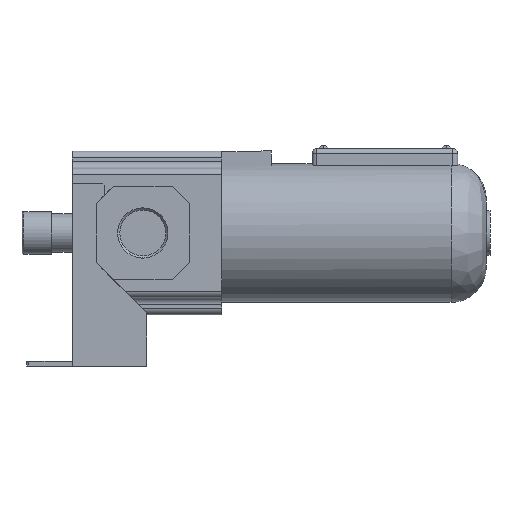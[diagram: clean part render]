
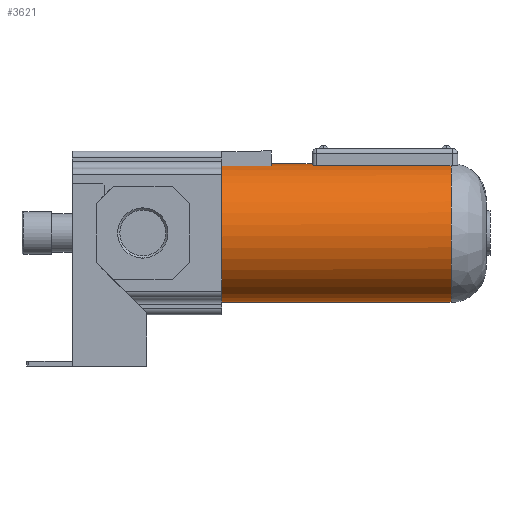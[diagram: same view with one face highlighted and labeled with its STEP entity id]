
A CAD part, left-side view. The second image highlights one B-rep face of the part: STEP entity #3621.
In plain terms, the highlighted cylindrical face has radius 36.5 mm (diameter 73 mm), a partial arc.
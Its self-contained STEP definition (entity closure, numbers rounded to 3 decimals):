
#36 = CARTESIAN_POINT ( 'NONE',  ( -8.742, -90.383, 35.438 ) ) ;
#51 = CARTESIAN_POINT ( 'NONE',  ( 0., -89., 0. ) ) ;
#181 = CARTESIAN_POINT ( 'NONE',  ( 0., -182.5, 0. ) ) ;
#242 = AXIS2_PLACEMENT_3D ( 'NONE', #181, #1788, #1418 ) ;
#252 = LINE ( 'NONE', #4633, #1695 ) ;
#349 = CARTESIAN_POINT ( 'NONE',  ( 0., -162., 0. ) ) ;
#361 = CARTESIAN_POINT ( 'NONE',  ( -8.919, -90.847, 35.394 ) ) ;
#435 = CARTESIAN_POINT ( 'NONE',  ( -6.826, -89.016, 35.856 ) ) ;
#475 = VERTEX_POINT ( 'NONE', #735 ) ;
#478 = CARTESIAN_POINT ( 'NONE',  ( -9.75, -67.5, 35.174 ) ) ;
#596 = FACE_OUTER_BOUND ( 'NONE', #2215, .T. ) ;
#614 = ORIENTED_EDGE ( 'NONE', *, *, #2616, .T. ) ;
#619 = DIRECTION ( 'NONE',  ( 0., 0., 1. ) ) ;
#702 = CARTESIAN_POINT ( 'NONE',  ( 0., -41.5, 0. ) ) ;
#735 = CARTESIAN_POINT ( 'NONE',  ( -9., -162., 35.373 ) ) ;
#768 = VERTEX_POINT ( 'NONE', #1304 ) ;
#773 = ORIENTED_EDGE ( 'NONE', *, *, #3265, .F. ) ;
#801 = CARTESIAN_POINT ( 'NONE',  ( -8.983, -91.169, 35.377 ) ) ;
#881 = CARTESIAN_POINT ( 'NONE',  ( -8.376, -89.839, 35.526 ) ) ;
#924 = DIRECTION ( 'NONE',  ( 0., 0., -1. ) ) ;
#1099 = DIRECTION ( 'NONE',  ( 0., 1., 0. ) ) ;
#1103 = VERTEX_POINT ( 'NONE', #478 ) ;
#1132 = EDGE_CURVE ( 'NONE', #2585, #1103, #4468, .T. ) ;
#1180 = EDGE_CURVE ( 'NONE', #4022, #475, #4833, .T. ) ;
#1188 = ORIENTED_EDGE ( 'NONE', *, *, #2496, .T. ) ;
#1198 = CARTESIAN_POINT ( 'NONE',  ( -6.5, -89., 35.917 ) ) ;
#1234 = VECTOR ( 'NONE', #2524, 1000. ) ;
#1246 = CARTESIAN_POINT ( 'NONE',  ( -9., -182.5, 35.373 ) ) ;
#1253 = CARTESIAN_POINT ( 'NONE',  ( -8.665, -90.239, 35.457 ) ) ;
#1274 = CARTESIAN_POINT ( 'NONE',  ( -9.75, -182.5, 35.174 ) ) ;
#1279 = CARTESIAN_POINT ( 'NONE',  ( -9., -91.333, 35.373 ) ) ;
#1304 = CARTESIAN_POINT ( 'NONE',  ( 0., -67.5, 36.5 ) ) ;
#1317 = DIRECTION ( 'NONE',  ( 0., -1., 0. ) ) ;
#1329 = DIRECTION ( 'NONE',  ( 0., 1., 0. ) ) ;
#1418 = DIRECTION ( 'NONE',  ( 1., 0., 0. ) ) ;
#1474 = CARTESIAN_POINT ( 'NONE',  ( 0., -41.5, -36.5 ) ) ;
#1497 = DIRECTION ( 'NONE',  ( 0., 1., 0. ) ) ;
#1578 = AXIS2_PLACEMENT_3D ( 'NONE', #702, #1497, #3539 ) ;
#1633 = DIRECTION ( 'NONE',  ( 0., -1., 0. ) ) ;
#1673 = CARTESIAN_POINT ( 'NONE',  ( -6.664, -89., 35.887 ) ) ;
#1683 = AXIS2_PLACEMENT_3D ( 'NONE', #3855, #4246, #619 ) ;
#1687 = CIRCLE ( 'NONE', #2430, 36.5 ) ;
#1695 = VECTOR ( 'NONE', #1099, 1000. ) ;
#1788 = DIRECTION ( 'NONE',  ( 0., 1., 0. ) ) ;
#1912 = CIRCLE ( 'NONE', #1578, 36.5 ) ;
#2065 = CARTESIAN_POINT ( 'NONE',  ( -6.5, -89., 35.917 ) ) ;
#2085 = DIRECTION ( 'NONE',  ( 0., -1., 0. ) ) ;
#2136 = CARTESIAN_POINT ( 'NONE',  ( 0., -89., 36.5 ) ) ;
#2215 = EDGE_LOOP ( 'NONE', ( #2549, #2713, #2512, #2248, #773, #4743, #1188, #3591, #614 ) ) ;
#2221 = VERTEX_POINT ( 'NONE', #1198 ) ;
#2248 = ORIENTED_EDGE ( 'NONE', *, *, #4294, .F. ) ;
#2430 = AXIS2_PLACEMENT_3D ( 'NONE', #51, #1317, #924 ) ;
#2431 = CARTESIAN_POINT ( 'NONE',  ( -8.029, -89.496, 35.607 ) ) ;
#2496 = EDGE_CURVE ( 'NONE', #4022, #2221, #2776, .T. ) ;
#2512 = ORIENTED_EDGE ( 'NONE', *, *, #4859, .F. ) ;
#2524 = DIRECTION ( 'NONE',  ( 0., -1., 0. ) ) ;
#2549 = ORIENTED_EDGE ( 'NONE', *, *, #3203, .F. ) ;
#2585 = VERTEX_POINT ( 'NONE', #3172 ) ;
#2616 = EDGE_CURVE ( 'NONE', #3287, #768, #4498, .T. ) ;
#2713 = ORIENTED_EDGE ( 'NONE', *, *, #1132, .F. ) ;
#2776 = B_SPLINE_CURVE_WITH_KNOTS ( 'NONE', 3,
 ( #3996, #1279, #801, #361, #4027, #36, #1253, #4813, #881, #2431, #4867, #4792, #4393, #435, #1673, #2065 ),
 .UNSPECIFIED., .F., .F.,
 ( 4, 2, 2, 2, 2, 2, 2, 4 ),
 ( 0., 0., 0.001, 0.001, 0.002, 0.003, 0.003, 0.004 ),
 .UNSPECIFIED. ) ;
#2810 = VERTEX_POINT ( 'NONE', #3412 ) ;
#3169 = VERTEX_POINT ( 'NONE', #1474 ) ;
#3172 = CARTESIAN_POINT ( 'NONE',  ( -9.75, -41.5, 35.174 ) ) ;
#3183 = CIRCLE ( 'NONE', #1683, 36.5 ) ;
#3203 = EDGE_CURVE ( 'NONE', #1103, #768, #3183, .T. ) ;
#3265 = EDGE_CURVE ( 'NONE', #475, #2810, #4937, .T. ) ;
#3287 = VERTEX_POINT ( 'NONE', #4013 ) ;
#3412 = CARTESIAN_POINT ( 'NONE',  ( 0., -162., -36.5 ) ) ;
#3457 = EDGE_CURVE ( 'NONE', #3287, #2221, #1687, .T. ) ;
#3516 = DIRECTION ( 'NONE',  ( 0., 0., -1. ) ) ;
#3539 = DIRECTION ( 'NONE',  ( 0., 0., 1. ) ) ;
#3567 = VECTOR ( 'NONE', #2085, 1000. ) ;
#3591 = ORIENTED_EDGE ( 'NONE', *, *, #3457, .F. ) ;
#3621 = ADVANCED_FACE ( 'NONE', ( #596 ), #5036, .T. ) ;
#3855 = CARTESIAN_POINT ( 'NONE',  ( 0., -67.5, 0. ) ) ;
#3992 = CARTESIAN_POINT ( 'NONE',  ( -9., -91.5, 35.373 ) ) ;
#3996 = CARTESIAN_POINT ( 'NONE',  ( -9., -91.5, 35.373 ) ) ;
#4013 = CARTESIAN_POINT ( 'NONE',  ( 0., -89., 36.5 ) ) ;
#4022 = VERTEX_POINT ( 'NONE', #3992 ) ;
#4027 = CARTESIAN_POINT ( 'NONE',  ( -8.87, -90.686, 35.406 ) ) ;
#4091 = VECTOR ( 'NONE', #1329, 1000. ) ;
#4246 = DIRECTION ( 'NONE',  ( 0., 1., 0. ) ) ;
#4294 = EDGE_CURVE ( 'NONE', #2810, #3169, #252, .T. ) ;
#4393 = CARTESIAN_POINT ( 'NONE',  ( -7.146, -89.079, 35.794 ) ) ;
#4438 = AXIS2_PLACEMENT_3D ( 'NONE', #349, #1633, #3516 ) ;
#4468 = LINE ( 'NONE', #1274, #3567 ) ;
#4498 = LINE ( 'NONE', #2136, #4091 ) ;
#4633 = CARTESIAN_POINT ( 'NONE',  ( 0., -162., -36.5 ) ) ;
#4743 = ORIENTED_EDGE ( 'NONE', *, *, #1180, .F. ) ;
#4792 = CARTESIAN_POINT ( 'NONE',  ( -7.303, -89.127, 35.762 ) ) ;
#4813 = CARTESIAN_POINT ( 'NONE',  ( -8.481, -89.967, 35.501 ) ) ;
#4833 = LINE ( 'NONE', #1246, #1234 ) ;
#4859 = EDGE_CURVE ( 'NONE', #3169, #2585, #1912, .T. ) ;
#4867 = CARTESIAN_POINT ( 'NONE',  ( -7.752, -89.312, 35.669 ) ) ;
#4937 = CIRCLE ( 'NONE', #4438, 36.5 ) ;
#5036 = CYLINDRICAL_SURFACE ( 'NONE', #242, 36.5 ) ;
